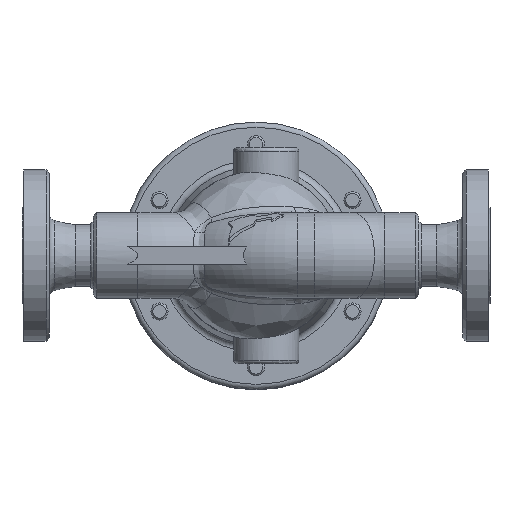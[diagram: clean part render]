
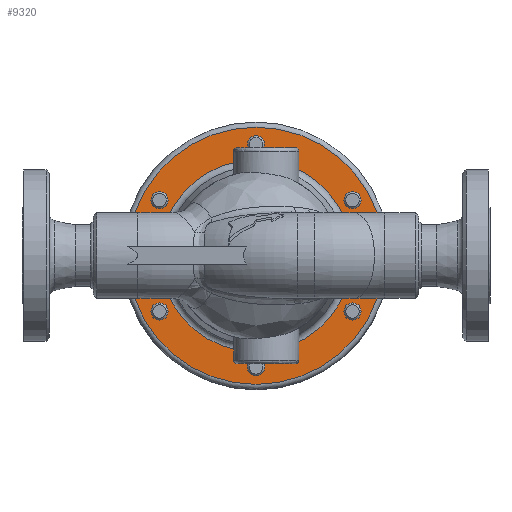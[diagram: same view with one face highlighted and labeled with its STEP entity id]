
A CAD part, top view. The second image highlights one B-rep face of the part: STEP entity #9320.
In plain terms, the highlighted planar face has unit normal (0, 0, 1).
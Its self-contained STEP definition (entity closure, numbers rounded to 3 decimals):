
#4781=CARTESIAN_POINT('',(5.,65.0,114.5));
#4782=VERTEX_POINT('',#4781);
#4783=CARTESIAN_POINT('',(0.0,65.0,114.5));
#4784=DIRECTION('',(0.0,0.0,-1.0));
#4785=DIRECTION('',(-1.0,0.0,0.0));
#4786=AXIS2_PLACEMENT_3D('',#4783,#4784,#4785);
#4787=CIRCLE('',#4786,5.);
#4788=EDGE_CURVE('',#4782,#4782,#4787,.T.);
#6082=CARTESIAN_POINT('',(58.792,28.17,114.5));
#6083=VERTEX_POINT('',#6082);
#6084=CARTESIAN_POINT('',(56.292,32.5,114.5));
#6085=DIRECTION('',(0.0,0.0,-1.0));
#6086=DIRECTION('',(-0.5,0.866,0.0));
#6087=AXIS2_PLACEMENT_3D('',#6084,#6085,#6086);
#6088=CIRCLE('',#6087,5.);
#6089=EDGE_CURVE('',#6083,#6083,#6088,.T.);
#6188=CARTESIAN_POINT('',(53.792,-36.83,114.5));
#6189=VERTEX_POINT('',#6188);
#6190=CARTESIAN_POINT('',(56.292,-32.5,114.5));
#6191=DIRECTION('',(0.0,0.0,-1.0));
#6192=DIRECTION('',(0.5,0.866,0.0));
#6193=AXIS2_PLACEMENT_3D('',#6190,#6191,#6192);
#6194=CIRCLE('',#6193,5.);
#6195=EDGE_CURVE('',#6189,#6189,#6194,.T.);
#6294=CARTESIAN_POINT('',(-5.,-65.0,114.5));
#6295=VERTEX_POINT('',#6294);
#6296=CARTESIAN_POINT('',(0.,-65.0,114.5));
#6297=DIRECTION('',(0.0,0.0,-1.0));
#6298=DIRECTION('',(1.0,0.0,0.0));
#6299=AXIS2_PLACEMENT_3D('',#6296,#6297,#6298);
#6300=CIRCLE('',#6299,5.);
#6301=EDGE_CURVE('',#6295,#6295,#6300,.T.);
#6400=CARTESIAN_POINT('',(-58.792,-28.17,114.5));
#6401=VERTEX_POINT('',#6400);
#6402=CARTESIAN_POINT('',(-56.292,-32.5,114.5));
#6403=DIRECTION('',(0.0,0.0,-1.0));
#6404=DIRECTION('',(0.5,-0.866,0.0));
#6405=AXIS2_PLACEMENT_3D('',#6402,#6403,#6404);
#6406=CIRCLE('',#6405,5.);
#6407=EDGE_CURVE('',#6401,#6401,#6406,.T.);
#6506=CARTESIAN_POINT('',(-53.792,36.83,114.5));
#6507=VERTEX_POINT('',#6506);
#6508=CARTESIAN_POINT('',(-56.292,32.5,114.5));
#6509=DIRECTION('',(0.0,0.0,-1.0));
#6510=DIRECTION('',(-0.5,-0.866,0.0));
#6511=AXIS2_PLACEMENT_3D('',#6508,#6509,#6510);
#6512=CIRCLE('',#6511,5.);
#6513=EDGE_CURVE('',#6507,#6507,#6512,.T.);
#9271=CARTESIAN_POINT('',(75.,0.,114.5));
#9272=VERTEX_POINT('',#9271);
#9273=CARTESIAN_POINT('',(0.0,0.0,114.5));
#9274=DIRECTION('',(0.0,0.0,-1.0));
#9275=DIRECTION('',(-1.0,0.0,0.0));
#9276=AXIS2_PLACEMENT_3D('',#9273,#9274,#9275);
#9277=CIRCLE('',#9276,75.);
#9278=EDGE_CURVE('',#9272,#9272,#9277,.T.);
#9283=CARTESIAN_POINT('',(0.0,0.0,114.5));
#9284=DIRECTION('',(0.0,0.0,-1.0));
#9285=DIRECTION('',(-1.0,0.0,0.0));
#9286=AXIS2_PLACEMENT_3D('',#9283,#9284,#9285);
#9287=PLANE('',#9286);
#9288=ORIENTED_EDGE('',*,*,#9278,.F.);
#9289=EDGE_LOOP('',(#9288));
#9290=FACE_OUTER_BOUND('',#9289,.T.);
#9291=ORIENTED_EDGE('',*,*,#6407,.T.);
#9292=EDGE_LOOP('',(#9291));
#9293=FACE_BOUND('',#9292,.T.);
#9294=ORIENTED_EDGE('',*,*,#6301,.T.);
#9295=EDGE_LOOP('',(#9294));
#9296=FACE_BOUND('',#9295,.T.);
#9297=ORIENTED_EDGE('',*,*,#6195,.T.);
#9298=EDGE_LOOP('',(#9297));
#9299=FACE_BOUND('',#9298,.T.);
#9300=ORIENTED_EDGE('',*,*,#4788,.T.);
#9301=EDGE_LOOP('',(#9300));
#9302=FACE_BOUND('',#9301,.T.);
#9303=ORIENTED_EDGE('',*,*,#6089,.T.);
#9304=EDGE_LOOP('',(#9303));
#9305=FACE_BOUND('',#9304,.T.);
#9306=ORIENTED_EDGE('',*,*,#6513,.T.);
#9307=EDGE_LOOP('',(#9306));
#9308=FACE_BOUND('',#9307,.T.);
#9309=CARTESIAN_POINT('',(-56.073,0.,114.5));
#9310=VERTEX_POINT('',#9309);
#9311=CARTESIAN_POINT('',(0.0,0.0,114.5));
#9312=DIRECTION('',(0.0,0.0,1.0));
#9313=DIRECTION('',(1.0,0.0,0.0));
#9314=AXIS2_PLACEMENT_3D('',#9311,#9312,#9313);
#9315=CIRCLE('',#9314,56.073);
#9316=EDGE_CURVE('',#9310,#9310,#9315,.T.);
#9317=ORIENTED_EDGE('',*,*,#9316,.F.);
#9318=EDGE_LOOP('',(#9317));
#9319=FACE_BOUND('',#9318,.T.);
#9320=ADVANCED_FACE('',(#9290,#9293,#9296,#9299,#9302,#9305,#9308,#9319),#9287,.F.);
